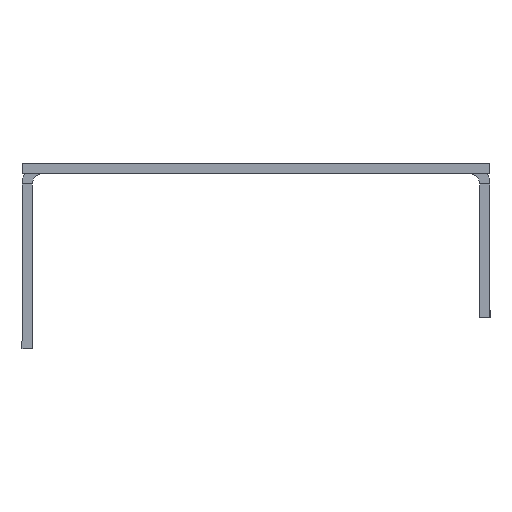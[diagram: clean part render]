
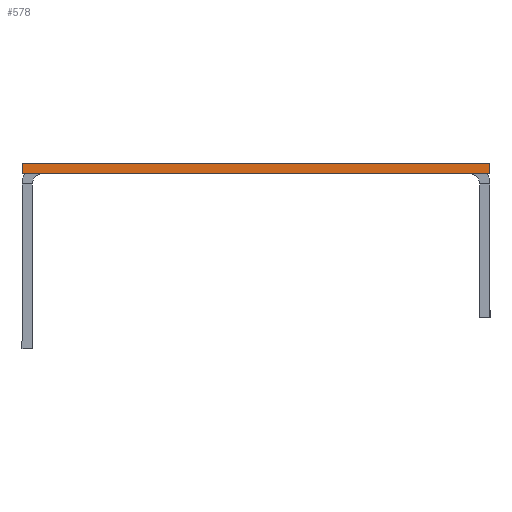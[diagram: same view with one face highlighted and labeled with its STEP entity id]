
A CAD part, left-side view. The second image highlights one B-rep face of the part: STEP entity #578.
In plain terms, the highlighted planar face has unit normal (-1, 0, 0).
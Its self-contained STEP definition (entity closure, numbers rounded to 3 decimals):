
#26 = LINE ( 'NONE', #335, #429 ) ;
#68 = DIRECTION ( 'NONE',  ( 0., -1., 0. ) ) ;
#85 = EDGE_CURVE ( 'NONE', #708, #863, #26, .T. ) ;
#170 = LINE ( 'NONE', #1220, #1284 ) ;
#193 = ORIENTED_EDGE ( 'NONE', *, *, #463, .F. ) ;
#227 = CARTESIAN_POINT ( 'NONE',  ( 0., 0., -1. ) ) ;
#233 = EDGE_CURVE ( 'NONE', #863, #609, #170, .T. ) ;
#264 = FACE_OUTER_BOUND ( 'NONE', #509, .T. ) ;
#318 = CARTESIAN_POINT ( 'NONE',  ( 0., 0., 0. ) ) ;
#335 = CARTESIAN_POINT ( 'NONE',  ( 0., 0., -1. ) ) ;
#422 = EDGE_CURVE ( 'NONE', #614, #609, #424, .T. ) ;
#424 = LINE ( 'NONE', #318, #779 ) ;
#429 = VECTOR ( 'NONE', #552, 1000. ) ;
#463 = EDGE_CURVE ( 'NONE', #708, #614, #1188, .T. ) ;
#509 = EDGE_LOOP ( 'NONE', ( #565, #193, #615, #618 ) ) ;
#535 = CARTESIAN_POINT ( 'NONE',  ( 0., -45.5, -1. ) ) ;
#552 = DIRECTION ( 'NONE',  ( 0., -1., 0. ) ) ;
#565 = ORIENTED_EDGE ( 'NONE', *, *, #422, .F. ) ;
#575 = DIRECTION ( 'NONE',  ( 0., 0., 1. ) ) ;
#578 = ADVANCED_FACE ( 'NONE', ( #264 ), #1296, .T. ) ;
#609 = VERTEX_POINT ( 'NONE', #776 ) ;
#614 = VERTEX_POINT ( 'NONE', #807 ) ;
#615 = ORIENTED_EDGE ( 'NONE', *, *, #85, .T. ) ;
#618 = ORIENTED_EDGE ( 'NONE', *, *, #233, .T. ) ;
#638 = DIRECTION ( 'NONE',  ( 0., -1., 0. ) ) ;
#672 = VECTOR ( 'NONE', #1088, 1000. ) ;
#708 = VERTEX_POINT ( 'NONE', #923 ) ;
#776 = CARTESIAN_POINT ( 'NONE',  ( 0., -45.5, 0. ) ) ;
#779 = VECTOR ( 'NONE', #638, 1000. ) ;
#807 = CARTESIAN_POINT ( 'NONE',  ( 0., 0., 0. ) ) ;
#863 = VERTEX_POINT ( 'NONE', #535 ) ;
#890 = AXIS2_PLACEMENT_3D ( 'NONE', #1092, #910, #68 ) ;
#910 = DIRECTION ( 'NONE',  ( -1., 0., 0. ) ) ;
#923 = CARTESIAN_POINT ( 'NONE',  ( 0., 0., -1. ) ) ;
#1088 = DIRECTION ( 'NONE',  ( 0., 0., 1. ) ) ;
#1092 = CARTESIAN_POINT ( 'NONE',  ( 0., 0., -1. ) ) ;
#1188 = LINE ( 'NONE', #227, #672 ) ;
#1220 = CARTESIAN_POINT ( 'NONE',  ( 0., -45.5, -1. ) ) ;
#1284 = VECTOR ( 'NONE', #575, 1000. ) ;
#1296 = PLANE ( 'NONE',  #890 ) ;
